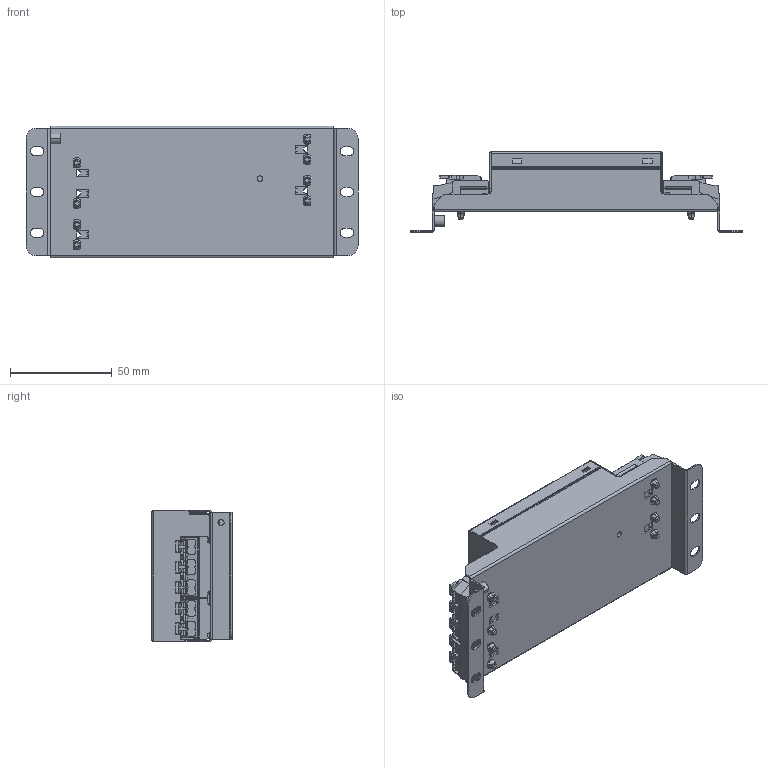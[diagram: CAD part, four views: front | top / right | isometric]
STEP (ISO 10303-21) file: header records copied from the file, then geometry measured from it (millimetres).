
FILE_DESCRIPTION (( 'STEP AP203' ), '1' );
FILE_NAME ('A8335-3D.STEP', '2022-09-09T07:28:10', ( 'm' ), ( 'N' ), 'SwSTEP 2.0', 'SolidWorks 2012', '' );
FILE_SCHEMA (( 'CONFIG_CONTROL_DESIGN' ));
Length unit declared in the file: millimetre
Products named in the file (8): WAGO 2P 傷赽 294-5012; 30W单路底面出线30W智能电源PCB; A8335-3D; A8335橈埽え; 湍盓殤WAGO 3P 傷赽 294-5013; NFC悵誘裔; A8335奻裔; A8335菁褲
Assembly tree (9 placements, depth 2):
  A8335-3D
    A8335菁褲
    A8335奻裔
    30W单路底面出线30W智能电源PCB
    WAGO 2P 傷赽 294-5012  x3
    NFC悵誘裔
    湍盓殤WAGO 3P 傷赽 294-5013
    A8335橈埽え
Bounding box: 163 x 39.3 x 64.5 mm (x, y, z)
Volume: 59178.3 mm3; surface area: 114499.3 mm2
Topology: 9 solids, 9 shells, 2641 faces, 7570 edges, 4990 vertices
Faces by surface type: plane 1650, cylinder 785, cone 180, bspline 26
Entity records: 56664 total; most frequent: CARTESIAN_POINT 11964, ORIENTED_EDGE 9552, DIRECTION 8682, EDGE_CURVE 4776, VECTOR 3326, LINE 3326, VERTEX_POINT 3124, AXIS2_PLACEMENT_3D 2678
